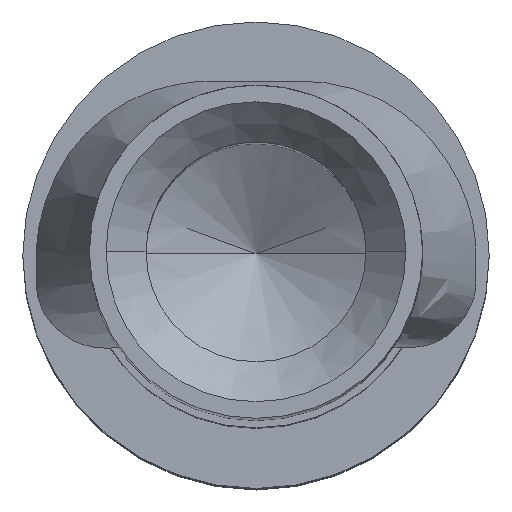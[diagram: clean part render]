
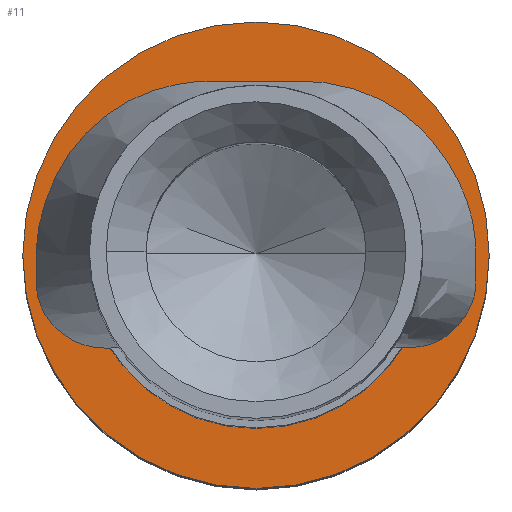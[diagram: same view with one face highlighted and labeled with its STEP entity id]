
A CAD part, top view. The second image highlights one B-rep face of the part: STEP entity #11.
In plain terms, the highlighted planar face has unit normal (0, 0, 1).
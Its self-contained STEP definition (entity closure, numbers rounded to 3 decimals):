
#11 = ADVANCED_FACE ( 'NONE', ( #303, #1620 ), #1342, .T. ) ;
#23 = CIRCLE ( 'NONE', #451, 1.3 ) ;
#68 = CIRCLE ( 'NONE', #611, 1.75 ) ;
#92 = DIRECTION ( 'NONE',  ( 0., 0., 1. ) ) ;
#114 = CIRCLE ( 'NONE', #1419, 1.3 ) ;
#160 = VERTEX_POINT ( 'NONE', #377 ) ;
#164 = VERTEX_POINT ( 'NONE', #1146 ) ;
#171 = AXIS2_PLACEMENT_3D ( 'NONE', #1018, #1534, #1005 ) ;
#224 = EDGE_CURVE ( 'NONE', #872, #1387, #68, .T. ) ;
#303 = FACE_OUTER_BOUND ( 'NONE', #1252, .T. ) ;
#377 = CARTESIAN_POINT ( 'NONE',  ( 1.3, 0., 6.5 ) ) ;
#451 = AXIS2_PLACEMENT_3D ( 'NONE', #1484, #820, #567 ) ;
#465 = CARTESIAN_POINT ( 'NONE',  ( 0., 0., 6.5 ) ) ;
#470 = EDGE_CURVE ( 'NONE', #164, #160, #23, .T. ) ;
#486 = EDGE_LOOP ( 'NONE', ( #1321, #1480 ) ) ;
#527 = ORIENTED_EDGE ( 'NONE', *, *, #581, .T. ) ;
#567 = DIRECTION ( 'NONE',  ( 1., 0., 0. ) ) ;
#581 = EDGE_CURVE ( 'NONE', #1387, #872, #757, .T. ) ;
#604 = DIRECTION ( 'NONE',  ( 1., 0., 0. ) ) ;
#611 = AXIS2_PLACEMENT_3D ( 'NONE', #1292, #1011, #619 ) ;
#619 = DIRECTION ( 'NONE',  ( 1., 0., 0. ) ) ;
#696 = DIRECTION ( 'NONE',  ( 1., 0., 0. ) ) ;
#709 = EDGE_CURVE ( 'NONE', #160, #164, #114, .T. ) ;
#757 = CIRCLE ( 'NONE', #171, 1.75 ) ;
#773 = CARTESIAN_POINT ( 'NONE',  ( 1.75, 0., 6.5 ) ) ;
#820 = DIRECTION ( 'NONE',  ( 0., 0., 1. ) ) ;
#872 = VERTEX_POINT ( 'NONE', #773 ) ;
#943 = AXIS2_PLACEMENT_3D ( 'NONE', #465, #1091, #696 ) ;
#962 = CARTESIAN_POINT ( 'NONE',  ( -1.75, 0., 6.5 ) ) ;
#1005 = DIRECTION ( 'NONE',  ( 1., 0., 0. ) ) ;
#1011 = DIRECTION ( 'NONE',  ( 0., 0., 1. ) ) ;
#1018 = CARTESIAN_POINT ( 'NONE',  ( 0., 0., 6.5 ) ) ;
#1091 = DIRECTION ( 'NONE',  ( 0., 0., 1. ) ) ;
#1146 = CARTESIAN_POINT ( 'NONE',  ( -1.3, 0., 6.5 ) ) ;
#1252 = EDGE_LOOP ( 'NONE', ( #1522, #527 ) ) ;
#1256 = CARTESIAN_POINT ( 'NONE',  ( 0., 0., 6.5 ) ) ;
#1292 = CARTESIAN_POINT ( 'NONE',  ( 0., 0., 6.5 ) ) ;
#1321 = ORIENTED_EDGE ( 'NONE', *, *, #709, .F. ) ;
#1342 = PLANE ( 'NONE',  #943 ) ;
#1387 = VERTEX_POINT ( 'NONE', #962 ) ;
#1419 = AXIS2_PLACEMENT_3D ( 'NONE', #1256, #92, #604 ) ;
#1480 = ORIENTED_EDGE ( 'NONE', *, *, #470, .F. ) ;
#1484 = CARTESIAN_POINT ( 'NONE',  ( 0., 0., 6.5 ) ) ;
#1522 = ORIENTED_EDGE ( 'NONE', *, *, #224, .T. ) ;
#1534 = DIRECTION ( 'NONE',  ( 0., 0., 1. ) ) ;
#1620 = FACE_BOUND ( 'NONE', #486, .T. ) ;
